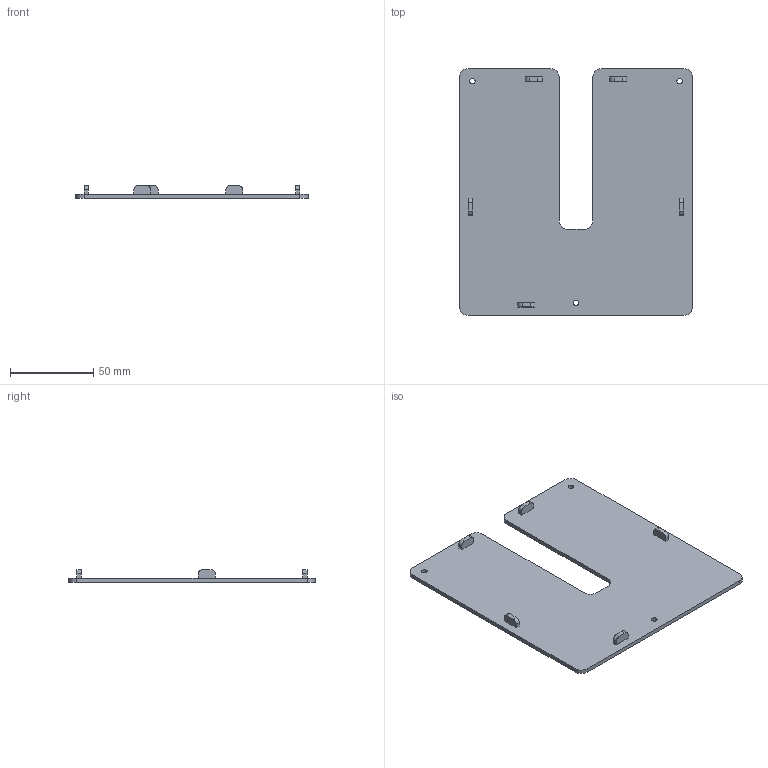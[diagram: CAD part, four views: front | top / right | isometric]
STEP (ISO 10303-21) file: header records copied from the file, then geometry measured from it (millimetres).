
FILE_DESCRIPTION(/* description */ ('Alibre Inc.'),/* implementation_level */ '2;1');
FILE_NAME(/* name */ 'export-F081FF7A-5140-4AB4-B4CC-EA449F8FF69D',/* time_stamp */ '2023-12-09T23:22:42-07:00',/* author */ (''),/* organization */ (''),/* preprocessor_version */ 'ST-DEVELOPER v17',/* originating_system */ 'Alibre',/* authorisation */ '');
FILE_SCHEMA (('CONFIG_CONTROL_DESIGN'));
Length unit declared in the file: centimetre
Bounding box: 139.7 x 148.34 x 7.62 mm (x, y, z)
Volume: 48152.4 mm3; surface area: 40004.9 mm2
Topology: 1 solids, 1 shells, 56 faces, 147 edges, 98 vertices
Faces by surface type: plane 35, cylinder 21
Full cylindrical faces by diameter (mm): 3.302 x3
Entity records: 1780 total; most frequent: CARTESIAN_POINT 298, ORIENTED_EDGE 288, DIRECTION 263, EDGE_CURVE 144, VECTOR 102, LINE 102, VERTEX_POINT 98, AXIS2_PLACEMENT_3D 98
